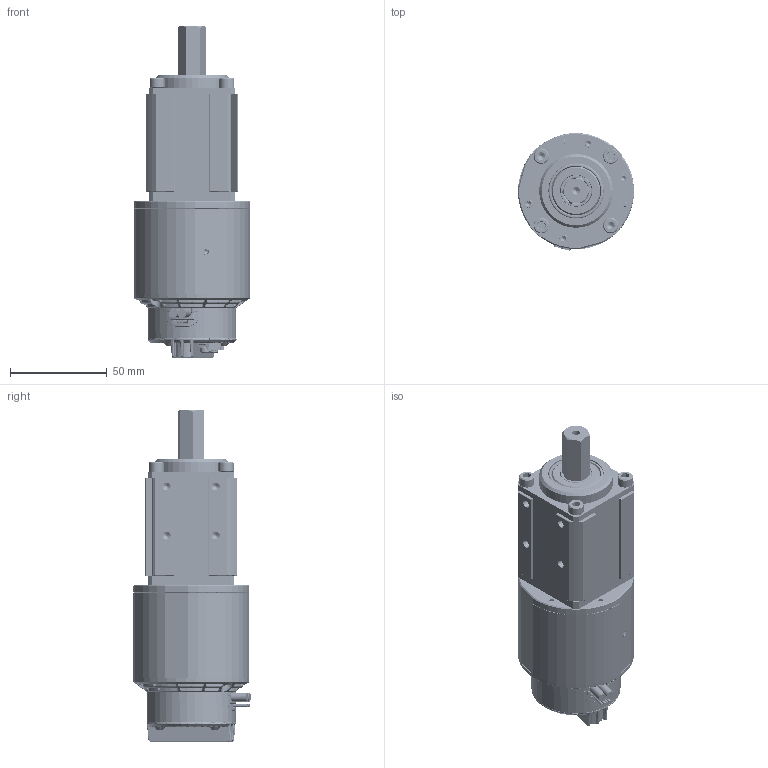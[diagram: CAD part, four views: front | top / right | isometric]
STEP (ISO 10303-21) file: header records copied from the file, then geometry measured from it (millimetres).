
FILE_DESCRIPTION (( 'STEP AP214' ), '1' );
FILE_NAME ('am-4184_0XX 2 Stage HD Falcon Sport With Motor.STEP', '2019-12-04T15:17:26', ( '' ), ( '' ), 'SwSTEP 2.0', 'SolidWorks 2019', '' );
FILE_SCHEMA (( 'AUTOMOTIVE_DESIGN' ));
Length unit declared in the file: inch
Products named in the file (34): retaining Ring 0500 - Mcm 98410A122_98410A122; am-4144 16T Mod 0.7 Gear Spline Bore Falcon 500 Pinion; 217-4649-007 Rev1_94105A824; 16T Long Planet Gear; 217-6790-201 Rev6; 16T Long Sun Gear; M2.5 SHCS, Grade 8 Steel Rev1_SSAM2.5-06MMZB; Thrust washer - 775 Sport; 217-6515-005 Rev4_7804K116; Output Block; 10-32x2500_shcs_HX-SHCS 0.19-32x1.375x1-C; 217-6515-308 Rev5; am-XXXX - 57 Sport 500 Hex Output Plug; 217-6515-Back 20190920; am-6515_Short Falcon 500 Brushless Motor with Short Shaft; 4_1 HD Output Stage; am-6958 Falcon 500 Short Shaft; 16T Planet Gear; 217-6515-010 Rev1_9262K442; 10-32 X 375 SHCS_90128A940; M3 BHTS-SECURE, Grade 8 Steel Rev1_SBTM3-24MMZB-SECURE; R8ZZ Bearing; CIM and Falcon Sport Motor Block Short; #4-40 SHCS, Grade 8 Steel Rev2_SSA0440-0125ZB; 4_1 HD Output Stage Carrier Plate; 217-6515-202 Rev6; am-4184_0XX 2 Stage HD Falcon Sport With Motor; am-XXXX - 57 Sport Stage Carrier Plate; 217-6515-002 Rev6; am-XXXX - 4_1 Stage Long Sun Gear; 217-6515-001 Rev6; am-XXXX - 57 Sport 500 Hex Shaft; am-XXXX - 57 Sport 2 Stage HD Ring Gear Housing; M3 BHTS, Grade 8 Steel Rev1_SBTM3-50MMZB
Assembly tree (58 placements, depth 4):
  am-4184_0XX 2 Stage HD Falcon Sport With Motor
    am-XXXX - 57 Sport 500 Hex Output Plug
      am-XXXX - 57 Sport 500 Hex Shaft
      Output Block
      R8ZZ Bearing  x2
      retaining Ring 0500 - Mcm 98410A122_98410A122
    4_1 HD Output Stage
      4_1 HD Output Stage Carrier Plate
      16T Long Planet Gear  x4
    am-XXXX - 4_1 Stage Long Sun Gear
      am-XXXX - 57 Sport Stage Carrier Plate
      16T Long Sun Gear  x2
      16T Planet Gear  x4
    Thrust washer - 775 Sport
    10-32 X 375 SHCS_90128A940  x2
    am-XXXX - 57 Sport 2 Stage HD Ring Gear Housing
    10-32x2500_shcs_HX-SHCS 0.19-32x1.375x1-C  x2
    CIM and Falcon Sport Motor Block Short
    am-4144 16T Mod 0.7 Gear Spline Bore Falcon 500 Pinion
    am-6515_Short Falcon 500 Brushless Motor with Short Shaft
      217-6515-Back 20190920
      am-6958 Falcon 500 Short Shaft
        217-6515-202 Rev6
        217-6790-201 Rev6
      217-6515-002 Rev6
      M2.5 SHCS, Grade 8 Steel Rev1_SSAM2.5-06MMZB  x5
      217-6515-010 Rev1_9262K442
      217-6515-001 Rev6
      217-6515-005 Rev4_7804K116
      M3 BHTS-SECURE, Grade 8 Steel Rev1_SBTM3-24MMZB-SECURE  x3
      M3 BHTS, Grade 8 Steel Rev1_SBTM3-50MMZB  x3
      217-6515-308 Rev5
      #4-40 SHCS, Grade 8 Steel Rev2_SSA0440-0125ZB  x2
      217-4649-007 Rev1_94105A824  x7
Bounding box: 59.94 x 60.72 x 171.56 mm (x, y, z)
Volume: 140816.7 mm3; surface area: 123699.3 mm2
Topology: 67 solids, 308 shells, 6934 faces, 17981 edges, 11395 vertices
Faces by surface type: cylinder 2244, plane 2035, bspline 1823, cone 778, torus 48, sphere 6
Entity records: 298388 total; most frequent: CARTESIAN_POINT 100263, ORIENTED_EDGE 27994, DIRECTION 24319, EDGE_CURVE 15065, VERTEX_POINT 9661, AXIS2_PLACEMENT_3D 8715, LINE 6889, VECTOR 6889
